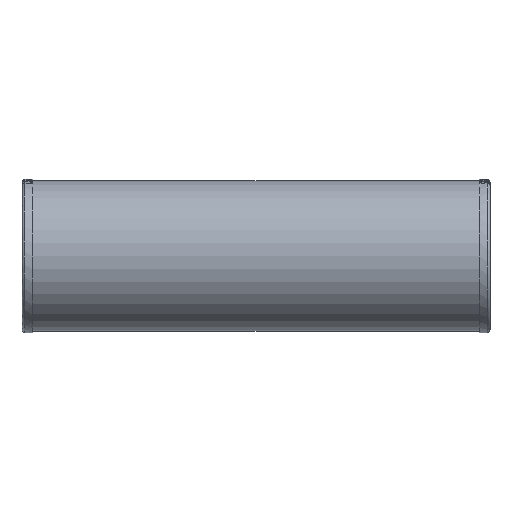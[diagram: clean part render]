
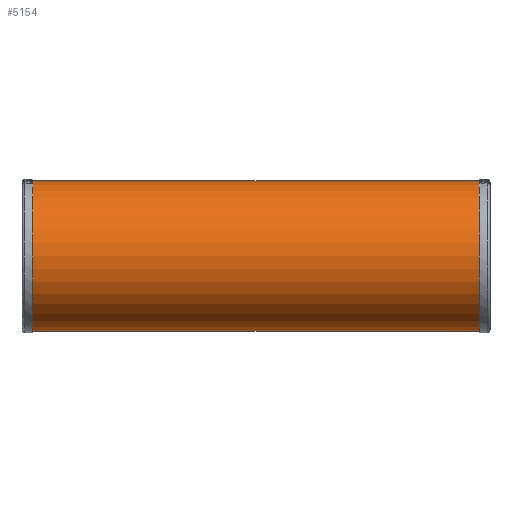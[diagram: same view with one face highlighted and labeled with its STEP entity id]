
A CAD part, front view. The second image highlights one B-rep face of the part: STEP entity #5154.
In plain terms, the highlighted cylindrical face has radius 39.726 mm (diameter 79.451 mm), a full revolution.
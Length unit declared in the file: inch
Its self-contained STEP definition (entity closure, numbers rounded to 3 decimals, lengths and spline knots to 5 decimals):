
#37=CYLINDRICAL_SURFACE('',#5405,1.564);
#923=FACE_BOUND('',#1481,.T.);
#1196=FACE_OUTER_BOUND('',#1480,.T.);
#1480=EDGE_LOOP('',(#4869));
#1481=EDGE_LOOP('',(#4870));
#1621=CIRCLE('',#5404,1.564);
#1622=CIRCLE('',#5406,1.564);
#2497=VERTEX_POINT('',#11915);
#2498=VERTEX_POINT('',#11918);
#3291=EDGE_CURVE('',#2497,#2497,#1621,.T.);
#3292=EDGE_CURVE('',#2498,#2498,#1622,.T.);
#4869=ORIENTED_EDGE('',*,*,#3292,.F.);
#4870=ORIENTED_EDGE('',*,*,#3291,.T.);
#5154=ADVANCED_FACE('',(#1196,#923),#37,.T.);
#5404=AXIS2_PLACEMENT_3D('',#11916,#6201,#6202);
#5405=AXIS2_PLACEMENT_3D('',#11917,#6203,#6204);
#5406=AXIS2_PLACEMENT_3D('',#11919,#6205,#6206);
#6201=DIRECTION('center_axis',(1.,0.,0.));
#6202=DIRECTION('ref_axis',(0.,1.,0.));
#6203=DIRECTION('center_axis',(1.,0.,0.));
#6204=DIRECTION('ref_axis',(0.,1.,0.));
#6205=DIRECTION('center_axis',(1.,0.,0.));
#6206=DIRECTION('ref_axis',(0.,1.,0.));
#11915=CARTESIAN_POINT('',(0.21875,1.564,0.));
#11916=CARTESIAN_POINT('Origin',(0.21875,0.,0.));
#11917=CARTESIAN_POINT('Origin',(4.86,0.,0.));
#11918=CARTESIAN_POINT('',(9.50125,1.564,0.));
#11919=CARTESIAN_POINT('Origin',(9.50125,0.,0.));
